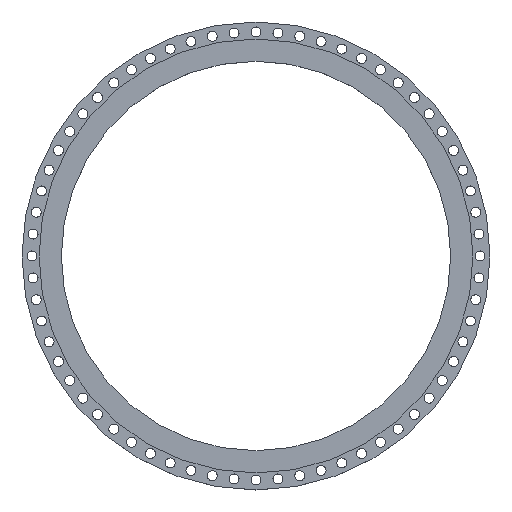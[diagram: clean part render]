
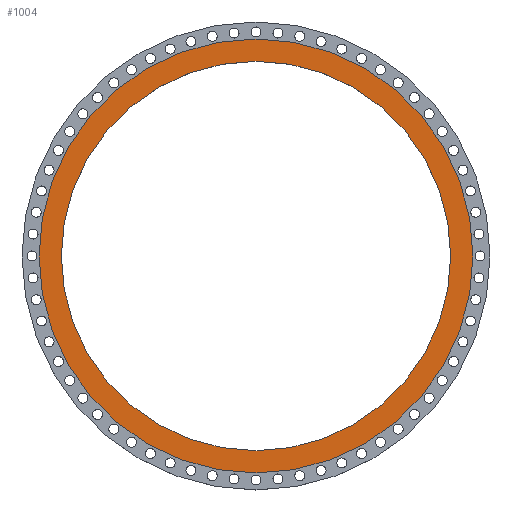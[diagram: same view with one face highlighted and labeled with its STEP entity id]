
A CAD part, top view. The second image highlights one B-rep face of the part: STEP entity #1004.
In plain terms, the highlighted planar face has unit normal (0, 0, 1).
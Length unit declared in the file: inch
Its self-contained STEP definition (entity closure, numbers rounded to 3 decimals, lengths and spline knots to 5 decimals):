
#2 = DIRECTION ( 'NONE',  ( 0., 0., 1. ) ) ;
#180 = VERTEX_POINT ( 'NONE', #942 ) ;
#191 = DIRECTION ( 'NONE',  ( -1., 0., 0. ) ) ;
#203 = EDGE_CURVE ( 'NONE', #1539, #180, #565, .T. ) ;
#276 = EDGE_CURVE ( 'NONE', #1969, #1691, #1332, .T. ) ;
#405 = DIRECTION ( 'NONE',  ( 1., 0., 0. ) ) ;
#533 = AXIS2_PLACEMENT_3D ( 'NONE', #2920, #1070, #191 ) ;
#565 = CIRCLE ( 'NONE', #3556, 46.25 ) ;
#746 = EDGE_CURVE ( 'NONE', #1691, #1969, #2425, .T. ) ;
#763 = CARTESIAN_POINT ( 'NONE',  ( 46.25, 0., 0. ) ) ;
#852 = FACE_OUTER_BOUND ( 'NONE', #1199, .T. ) ;
#942 = CARTESIAN_POINT ( 'NONE',  ( -46.25, 0., 0. ) ) ;
#962 = CARTESIAN_POINT ( 'NONE',  ( 0., 0., 0. ) ) ;
#1004 = ADVANCED_FACE ( 'NONE', ( #3349, #852 ), #1277, .F. ) ;
#1070 = DIRECTION ( 'NONE',  ( 0., 0., -1. ) ) ;
#1076 = CARTESIAN_POINT ( 'NONE',  ( 41.5, 0., 0. ) ) ;
#1199 = EDGE_LOOP ( 'NONE', ( #3157, #2135 ) ) ;
#1240 = CARTESIAN_POINT ( 'NONE',  ( -41.5, 0., 0. ) ) ;
#1277 = PLANE ( 'NONE',  #533 ) ;
#1332 = CIRCLE ( 'NONE', #5017, 41.5 ) ;
#1497 = CARTESIAN_POINT ( 'NONE',  ( 0., 0., 0. ) ) ;
#1539 = VERTEX_POINT ( 'NONE', #763 ) ;
#1691 = VERTEX_POINT ( 'NONE', #1240 ) ;
#1898 = DIRECTION ( 'NONE',  ( 1., 0., 0. ) ) ;
#1969 = VERTEX_POINT ( 'NONE', #1076 ) ;
#2135 = ORIENTED_EDGE ( 'NONE', *, *, #4974, .T. ) ;
#2372 = DIRECTION ( 'NONE',  ( 1., 0., 0. ) ) ;
#2425 = CIRCLE ( 'NONE', #3804, 41.5 ) ;
#2547 = EDGE_LOOP ( 'NONE', ( #2618, #4684 ) ) ;
#2618 = ORIENTED_EDGE ( 'NONE', *, *, #276, .F. ) ;
#2872 = DIRECTION ( 'NONE',  ( 0., 0., 1. ) ) ;
#2920 = CARTESIAN_POINT ( 'NONE',  ( 0., 41.5, 0. ) ) ;
#3157 = ORIENTED_EDGE ( 'NONE', *, *, #203, .T. ) ;
#3349 = FACE_BOUND ( 'NONE', #2547, .T. ) ;
#3397 = AXIS2_PLACEMENT_3D ( 'NONE', #962, #3840, #5066 ) ;
#3556 = AXIS2_PLACEMENT_3D ( 'NONE', #1497, #4714, #1898 ) ;
#3562 = CIRCLE ( 'NONE', #3397, 46.25 ) ;
#3804 = AXIS2_PLACEMENT_3D ( 'NONE', #5136, #2, #2372 ) ;
#3840 = DIRECTION ( 'NONE',  ( 0., 0., 1. ) ) ;
#4425 = CARTESIAN_POINT ( 'NONE',  ( 0., 0., 0. ) ) ;
#4684 = ORIENTED_EDGE ( 'NONE', *, *, #746, .F. ) ;
#4714 = DIRECTION ( 'NONE',  ( 0., 0., 1. ) ) ;
#4974 = EDGE_CURVE ( 'NONE', #180, #1539, #3562, .T. ) ;
#5017 = AXIS2_PLACEMENT_3D ( 'NONE', #4425, #2872, #405 ) ;
#5066 = DIRECTION ( 'NONE',  ( 1., 0., 0. ) ) ;
#5136 = CARTESIAN_POINT ( 'NONE',  ( 0., 0., 0. ) ) ;
